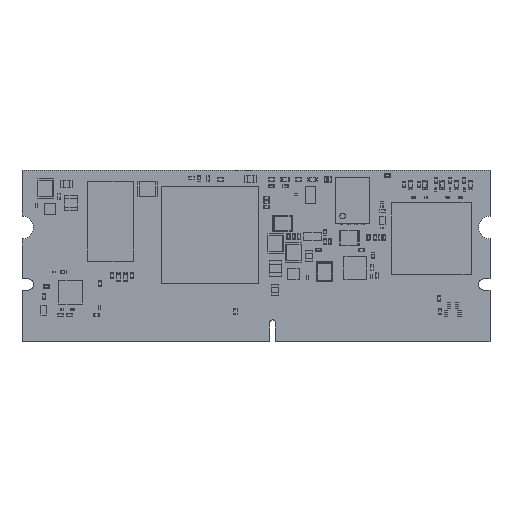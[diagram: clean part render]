
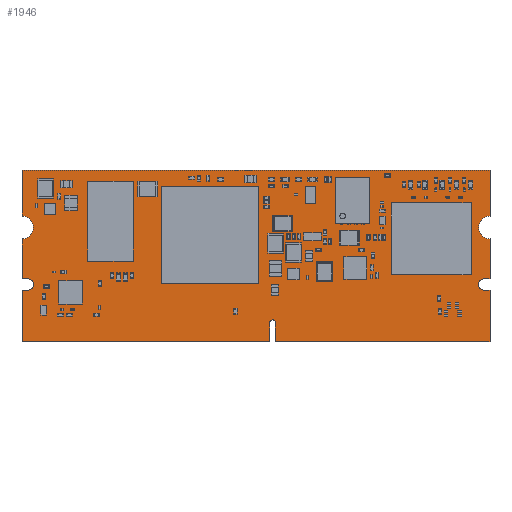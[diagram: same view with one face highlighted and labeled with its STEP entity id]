
A CAD part, top view. The second image highlights one B-rep face of the part: STEP entity #1946.
In plain terms, the highlighted planar face has unit normal (0, 0, 1).
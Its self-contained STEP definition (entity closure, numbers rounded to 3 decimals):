
#1263 = VERTEX_POINT('',#1264);
#1264 = CARTESIAN_POINT('',(0.,0.,0.));
#1270 = EDGE_CURVE('',#1263,#1271,#1273,.T.);
#1271 = VERTEX_POINT('',#1272);
#1272 = CARTESIAN_POINT('',(43.4,0.,0.));
#1273 = LINE('',#1274,#1275);
#1274 = CARTESIAN_POINT('',(0.,0.,0.));
#1275 = VECTOR('',#1276,1.);
#1276 = DIRECTION('',(1.,0.,0.));
#1301 = EDGE_CURVE('',#1271,#1302,#1304,.T.);
#1302 = VERTEX_POINT('',#1303);
#1303 = CARTESIAN_POINT('',(43.4,3.3,0.));
#1304 = LINE('',#1305,#1306);
#1305 = CARTESIAN_POINT('',(43.4,0.,0.));
#1306 = VECTOR('',#1307,1.);
#1307 = DIRECTION('',(0.,1.,0.));
#1332 = EDGE_CURVE('',#1302,#1333,#1335,.T.);
#1333 = VERTEX_POINT('',#1334);
#1334 = CARTESIAN_POINT('',(44.4,3.3,0.));
#1335 = CIRCLE('',#1336,0.5);
#1336 = AXIS2_PLACEMENT_3D('',#1337,#1338,#1339);
#1337 = CARTESIAN_POINT('',(43.9,3.3,0.));
#1338 = DIRECTION('',(0.,0.,-1.));
#1339 = DIRECTION('',(-1.,0.,0.));
#1365 = EDGE_CURVE('',#1333,#1366,#1368,.T.);
#1366 = VERTEX_POINT('',#1367);
#1367 = CARTESIAN_POINT('',(44.4,0.,0.));
#1368 = LINE('',#1369,#1370);
#1369 = CARTESIAN_POINT('',(44.4,3.3,0.));
#1370 = VECTOR('',#1371,1.);
#1371 = DIRECTION('',(0.,-1.,0.));
#1396 = EDGE_CURVE('',#1366,#1397,#1399,.T.);
#1397 = VERTEX_POINT('',#1398);
#1398 = CARTESIAN_POINT('',(82.,0.,0.));
#1399 = LINE('',#1400,#1401);
#1400 = CARTESIAN_POINT('',(44.4,0.,0.));
#1401 = VECTOR('',#1402,1.);
#1402 = DIRECTION('',(1.,0.,0.));
#1427 = EDGE_CURVE('',#1397,#1428,#1430,.T.);
#1428 = VERTEX_POINT('',#1429);
#1429 = CARTESIAN_POINT('',(82.,8.,0.));
#1430 = LINE('',#1431,#1432);
#1431 = CARTESIAN_POINT('',(82.,0.,0.));
#1432 = VECTOR('',#1433,1.);
#1433 = DIRECTION('',(0.,1.,0.));
#1458 = EDGE_CURVE('',#1428,#1459,#1461,.T.);
#1459 = VERTEX_POINT('',#1460);
#1460 = CARTESIAN_POINT('',(82.,9.,0.));
#1461 = LINE('',#1462,#1463);
#1462 = CARTESIAN_POINT('',(82.,8.,0.));
#1463 = VECTOR('',#1464,1.);
#1464 = DIRECTION('',(0.,1.,0.));
#1489 = EDGE_CURVE('',#1459,#1490,#1492,.T.);
#1490 = VERTEX_POINT('',#1491);
#1491 = CARTESIAN_POINT('',(81.,9.,0.));
#1492 = LINE('',#1493,#1494);
#1493 = CARTESIAN_POINT('',(82.,9.,0.));
#1494 = VECTOR('',#1495,1.);
#1495 = DIRECTION('',(-1.,0.,0.));
#1520 = EDGE_CURVE('',#1490,#1521,#1523,.T.);
#1521 = VERTEX_POINT('',#1522);
#1522 = CARTESIAN_POINT('',(81.,11.,0.));
#1523 = CIRCLE('',#1524,1.);
#1524 = AXIS2_PLACEMENT_3D('',#1525,#1526,#1527);
#1525 = CARTESIAN_POINT('',(81.,10.,0.));
#1526 = DIRECTION('',(0.,0.,-1.));
#1527 = DIRECTION('',(0.,-1.,0.));
#1553 = EDGE_CURVE('',#1521,#1554,#1556,.T.);
#1554 = VERTEX_POINT('',#1555);
#1555 = CARTESIAN_POINT('',(82.,11.,0.));
#1556 = LINE('',#1557,#1558);
#1557 = CARTESIAN_POINT('',(81.,11.,0.));
#1558 = VECTOR('',#1559,1.);
#1559 = DIRECTION('',(1.,0.,0.));
#1584 = EDGE_CURVE('',#1554,#1585,#1587,.T.);
#1585 = VERTEX_POINT('',#1586);
#1586 = CARTESIAN_POINT('',(82.,18.,0.));
#1587 = LINE('',#1588,#1589);
#1588 = CARTESIAN_POINT('',(82.,11.,0.));
#1589 = VECTOR('',#1590,1.);
#1590 = DIRECTION('',(0.,1.,0.));
#1615 = EDGE_CURVE('',#1585,#1616,#1618,.T.);
#1616 = VERTEX_POINT('',#1617);
#1617 = CARTESIAN_POINT('',(82.,22.,0.));
#1618 = CIRCLE('',#1619,2.);
#1619 = AXIS2_PLACEMENT_3D('',#1620,#1621,#1622);
#1620 = CARTESIAN_POINT('',(82.,20.,0.));
#1621 = DIRECTION('',(0.,0.,-1.));
#1622 = DIRECTION('',(0.,-1.,0.));
#1648 = EDGE_CURVE('',#1616,#1649,#1651,.T.);
#1649 = VERTEX_POINT('',#1650);
#1650 = CARTESIAN_POINT('',(82.,30.,0.));
#1651 = LINE('',#1652,#1653);
#1652 = CARTESIAN_POINT('',(82.,22.,0.));
#1653 = VECTOR('',#1654,1.);
#1654 = DIRECTION('',(0.,1.,0.));
#1679 = EDGE_CURVE('',#1649,#1680,#1682,.T.);
#1680 = VERTEX_POINT('',#1681);
#1681 = CARTESIAN_POINT('',(0.,30.,0.));
#1682 = LINE('',#1683,#1684);
#1683 = CARTESIAN_POINT('',(82.,30.,0.));
#1684 = VECTOR('',#1685,1.);
#1685 = DIRECTION('',(-1.,0.,0.));
#1710 = EDGE_CURVE('',#1680,#1711,#1713,.T.);
#1711 = VERTEX_POINT('',#1712);
#1712 = CARTESIAN_POINT('',(0.,22.,0.));
#1713 = LINE('',#1714,#1715);
#1714 = CARTESIAN_POINT('',(0.,30.,0.));
#1715 = VECTOR('',#1716,1.);
#1716 = DIRECTION('',(0.,-1.,0.));
#1741 = EDGE_CURVE('',#1711,#1742,#1744,.T.);
#1742 = VERTEX_POINT('',#1743);
#1743 = CARTESIAN_POINT('',(0.,18.,0.));
#1744 = CIRCLE('',#1745,2.);
#1745 = AXIS2_PLACEMENT_3D('',#1746,#1747,#1748);
#1746 = CARTESIAN_POINT('',(0.,20.,0.));
#1747 = DIRECTION('',(0.,0.,-1.));
#1748 = DIRECTION('',(0.,1.,0.));
#1774 = EDGE_CURVE('',#1742,#1775,#1777,.T.);
#1775 = VERTEX_POINT('',#1776);
#1776 = CARTESIAN_POINT('',(0.,11.,0.));
#1777 = LINE('',#1778,#1779);
#1778 = CARTESIAN_POINT('',(0.,18.,0.));
#1779 = VECTOR('',#1780,1.);
#1780 = DIRECTION('',(0.,-1.,0.));
#1805 = EDGE_CURVE('',#1775,#1806,#1808,.T.);
#1806 = VERTEX_POINT('',#1807);
#1807 = CARTESIAN_POINT('',(1.,11.,0.));
#1808 = LINE('',#1809,#1810);
#1809 = CARTESIAN_POINT('',(0.,11.,0.));
#1810 = VECTOR('',#1811,1.);
#1811 = DIRECTION('',(1.,0.,0.));
#1836 = EDGE_CURVE('',#1806,#1837,#1839,.T.);
#1837 = VERTEX_POINT('',#1838);
#1838 = CARTESIAN_POINT('',(1.,9.,0.));
#1839 = CIRCLE('',#1840,1.);
#1840 = AXIS2_PLACEMENT_3D('',#1841,#1842,#1843);
#1841 = CARTESIAN_POINT('',(1.,10.,0.));
#1842 = DIRECTION('',(0.,0.,-1.));
#1843 = DIRECTION('',(0.,1.,0.));
#1869 = EDGE_CURVE('',#1837,#1870,#1872,.T.);
#1870 = VERTEX_POINT('',#1871);
#1871 = CARTESIAN_POINT('',(0.,9.,0.));
#1872 = LINE('',#1873,#1874);
#1873 = CARTESIAN_POINT('',(1.,9.,0.));
#1874 = VECTOR('',#1875,1.);
#1875 = DIRECTION('',(-1.,0.,0.));
#1900 = EDGE_CURVE('',#1870,#1263,#1901,.T.);
#1901 = LINE('',#1902,#1903);
#1902 = CARTESIAN_POINT('',(0.,9.,0.));
#1903 = VECTOR('',#1904,1.);
#1904 = DIRECTION('',(0.,-1.,0.));
#1946 = ADVANCED_FACE('',(#1947),#1970,.F.);
#1947 = FACE_BOUND('',#1948,.T.);
#1948 = EDGE_LOOP('',(#1949,#1950,#1951,#1952,#1953,#1954,#1955,#1956,
    #1957,#1958,#1959,#1960,#1961,#1962,#1963,#1964,#1965,#1966,#1967,
    #1968,#1969));
#1949 = ORIENTED_EDGE('',*,*,#1270,.T.);
#1950 = ORIENTED_EDGE('',*,*,#1301,.T.);
#1951 = ORIENTED_EDGE('',*,*,#1332,.T.);
#1952 = ORIENTED_EDGE('',*,*,#1365,.T.);
#1953 = ORIENTED_EDGE('',*,*,#1396,.T.);
#1954 = ORIENTED_EDGE('',*,*,#1427,.T.);
#1955 = ORIENTED_EDGE('',*,*,#1458,.T.);
#1956 = ORIENTED_EDGE('',*,*,#1489,.T.);
#1957 = ORIENTED_EDGE('',*,*,#1520,.T.);
#1958 = ORIENTED_EDGE('',*,*,#1553,.T.);
#1959 = ORIENTED_EDGE('',*,*,#1584,.T.);
#1960 = ORIENTED_EDGE('',*,*,#1615,.T.);
#1961 = ORIENTED_EDGE('',*,*,#1648,.T.);
#1962 = ORIENTED_EDGE('',*,*,#1679,.T.);
#1963 = ORIENTED_EDGE('',*,*,#1710,.T.);
#1964 = ORIENTED_EDGE('',*,*,#1741,.T.);
#1965 = ORIENTED_EDGE('',*,*,#1774,.T.);
#1966 = ORIENTED_EDGE('',*,*,#1805,.T.);
#1967 = ORIENTED_EDGE('',*,*,#1836,.T.);
#1968 = ORIENTED_EDGE('',*,*,#1869,.T.);
#1969 = ORIENTED_EDGE('',*,*,#1900,.T.);
#1970 = PLANE('',#1971);
#1971 = AXIS2_PLACEMENT_3D('',#1972,#1973,#1974);
#1972 = CARTESIAN_POINT('',(0.,0.,0.));
#1973 = DIRECTION('',(0.,0.,-1.));
#1974 = DIRECTION('',(-1.,0.,0.));
